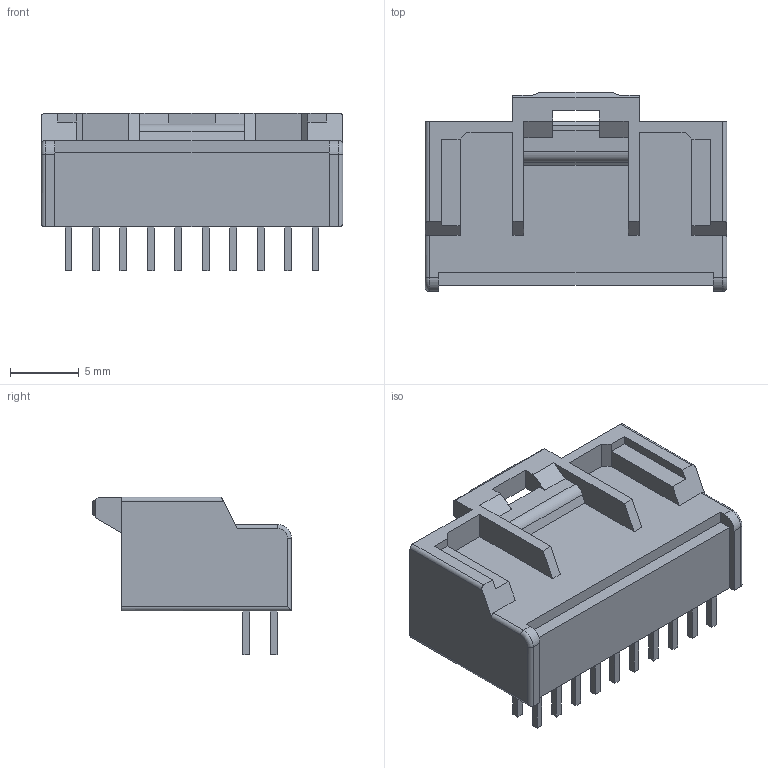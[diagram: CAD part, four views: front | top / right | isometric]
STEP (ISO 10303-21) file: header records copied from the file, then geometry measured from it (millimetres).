
FILE_DESCRIPTION((''),'2;1');
FILE_NAME('5018762040','2019-07-04T',('gga'),(''),'PRO/ENGINEER BY PARAMETRIC TECHNOLOGY CORPORATION, 2016010','PRO/ENGINEER BY PARAMETRIC TECHNOLOGY CORPORATION, 2016010','');
FILE_SCHEMA(('CONFIG_CONTROL_DESIGN'));
Length unit declared in the file: millimetre
Products named in the file (1): 5018762040
Bounding box: 22 x 14.5 x 11.5 mm (x, y, z)
Volume: 1047.1 mm3; surface area: 1884.2 mm2
Topology: 1 solids, 1 shells, 295 faces, 784 edges, 530 vertices
Faces by surface type: plane 274, cylinder 15, cone 4, torus 2
Entity records: 9040 total; most frequent: CARTESIAN_POINT 1609, ORIENTED_EDGE 1488, DIRECTION 1438, EDGE_CURVE 744, VECTOR 710, LINE 710, VERTEX_POINT 490, AXIS2_PLACEMENT_3D 364
